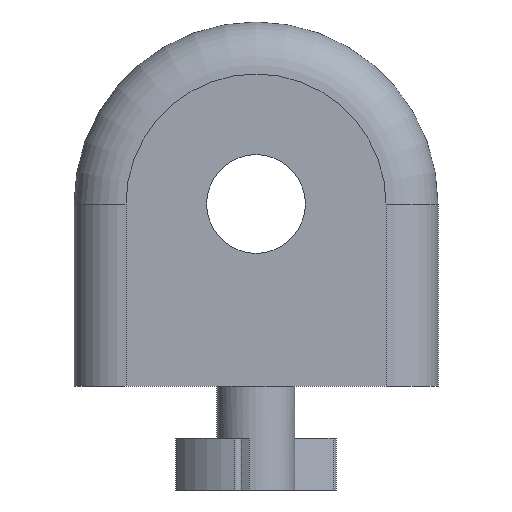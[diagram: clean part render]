
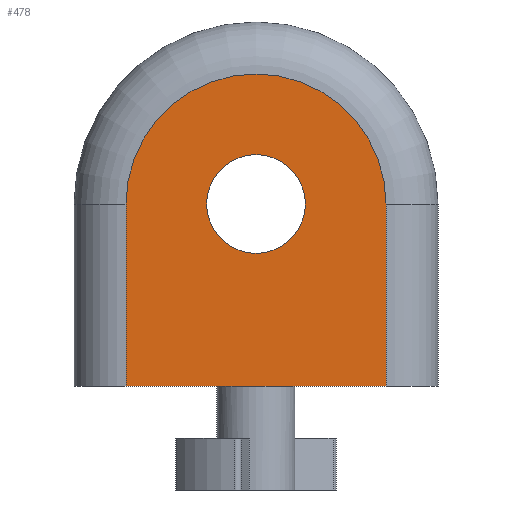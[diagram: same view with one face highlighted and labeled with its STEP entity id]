
A CAD part, front view. The second image highlights one B-rep face of the part: STEP entity #478.
In plain terms, the highlighted planar face has unit normal (0, -1, 0).
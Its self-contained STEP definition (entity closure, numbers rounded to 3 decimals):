
#16=FACE_BOUND('',#85,.T.);
#30=PLANE('',#549);
#56=FACE_OUTER_BOUND('',#84,.T.);
#84=EDGE_LOOP('',(#427,#428,#429,#430));
#85=EDGE_LOOP('',(#431));
#111=LINE('',#804,#147);
#115=LINE('',#816,#151);
#116=LINE('',#822,#152);
#147=VECTOR('',#652,10.);
#151=VECTOR('',#666,10.);
#152=VECTOR('',#675,10.);
#187=CIRCLE('',#539,5.);
#191=CIRCLE('',#550,1.9);
#225=VERTEX_POINT('',#801);
#226=VERTEX_POINT('',#803);
#229=VERTEX_POINT('',#814);
#230=VERTEX_POINT('',#818);
#235=VERTEX_POINT('',#843);
#281=EDGE_CURVE('',#226,#225,#111,.T.);
#288=EDGE_CURVE('',#229,#225,#115,.T.);
#290=EDGE_CURVE('',#230,#229,#187,.T.);
#291=EDGE_CURVE('',#226,#230,#116,.T.);
#302=EDGE_CURVE('',#235,#235,#191,.T.);
#427=ORIENTED_EDGE('',*,*,#291,.F.);
#428=ORIENTED_EDGE('',*,*,#281,.T.);
#429=ORIENTED_EDGE('',*,*,#288,.F.);
#430=ORIENTED_EDGE('',*,*,#290,.F.);
#431=ORIENTED_EDGE('',*,*,#302,.T.);
#478=ADVANCED_FACE('',(#56,#16),#30,.F.);
#539=AXIS2_PLACEMENT_3D('',#820,#671,#672);
#549=AXIS2_PLACEMENT_3D('',#842,#699,#700);
#550=AXIS2_PLACEMENT_3D('',#844,#701,#702);
#652=DIRECTION('',(1.,0.,0.));
#666=DIRECTION('',(0.,0.,-1.));
#671=DIRECTION('center_axis',(0.,1.,0.));
#672=DIRECTION('ref_axis',(0.,0.,1.));
#675=DIRECTION('',(0.,0.,1.));
#699=DIRECTION('center_axis',(0.,1.,0.));
#700=DIRECTION('ref_axis',(1.,0.,0.));
#701=DIRECTION('center_axis',(0.,1.,0.));
#702=DIRECTION('ref_axis',(1.,0.,0.));
#801=CARTESIAN_POINT('',(5.,-4.,-7.));
#803=CARTESIAN_POINT('',(-5.,-4.,-7.));
#804=CARTESIAN_POINT('',(-7.,-4.,-7.));
#814=CARTESIAN_POINT('',(5.,-4.,0.));
#816=CARTESIAN_POINT('',(5.,-4.,0.));
#818=CARTESIAN_POINT('',(-5.,-4.,0.));
#820=CARTESIAN_POINT('Origin',(0.,-4.,0.));
#822=CARTESIAN_POINT('',(-5.,-4.,-3.5));
#842=CARTESIAN_POINT('Origin',(0.,-4.,0.));
#843=CARTESIAN_POINT('',(-1.9,-4.,0.));
#844=CARTESIAN_POINT('Origin',(0.,-4.,0.));
